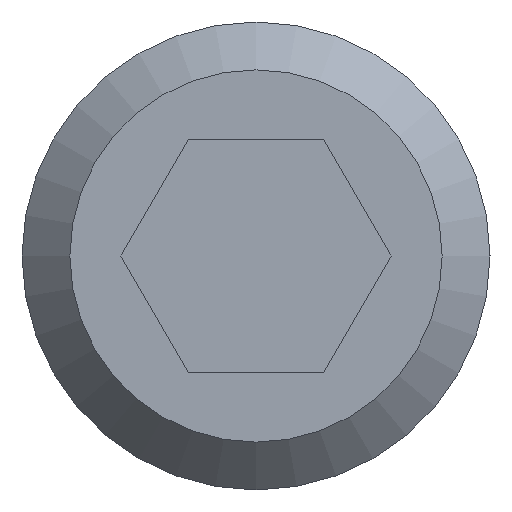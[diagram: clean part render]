
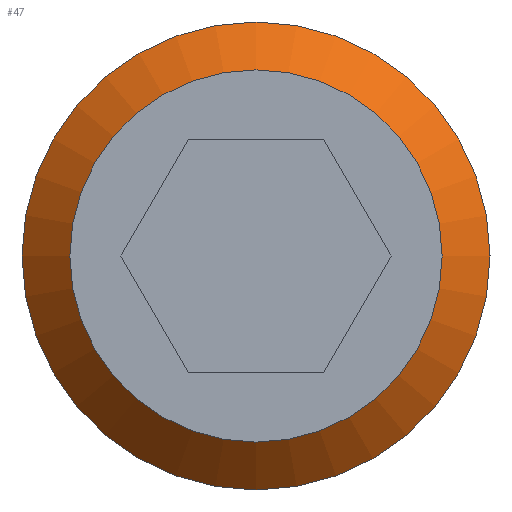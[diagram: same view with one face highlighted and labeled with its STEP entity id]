
A CAD part, left-side view. The second image highlights one B-rep face of the part: STEP entity #47.
In plain terms, the highlighted conical face has half-angle 45 degrees and reference radius 2.386 mm.
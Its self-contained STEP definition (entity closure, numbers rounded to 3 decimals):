
#47 = ADVANCED_FACE( '', ( #99, #100 ), #101, .T. );
#99 = FACE_OUTER_BOUND( '', #151, .T. );
#100 = FACE_BOUND( '', #152, .T. );
#101 = CONICAL_SURFACE( '', #153, 2.387, 0.785 );
#151 = EDGE_LOOP( '', ( #215 ) );
#152 = EDGE_LOOP( '', ( #216 ) );
#153 = AXIS2_PLACEMENT_3D( '', #217, #218, #219 );
#215 = ORIENTED_EDGE( '', *, *, #283, .F. );
#216 = ORIENTED_EDGE( '', *, *, #285, .T. );
#217 = CARTESIAN_POINT( '', ( 0., 0., 0. ) );
#218 = DIRECTION( '', ( 1., 0., 0. ) );
#219 = DIRECTION( '', ( 0., 0., -1. ) );
#283 = EDGE_CURVE( '', #322, #322, #323, .T. );
#285 = EDGE_CURVE( '', #325, #325, #326, .T. );
#322 = VERTEX_POINT( '', #375 );
#323 = CIRCLE( '', #376, 3. );
#325 = VERTEX_POINT( '', #378 );
#326 = CIRCLE( '', #379, 2.387 );
#375 = CARTESIAN_POINT( '', ( 0.614, 0., -3. ) );
#376 = AXIS2_PLACEMENT_3D( '', #446, #447, #448 );
#378 = CARTESIAN_POINT( '', ( 0., 0., -2.387 ) );
#379 = AXIS2_PLACEMENT_3D( '', #449, #450, #451 );
#446 = CARTESIAN_POINT( '', ( 0.614, 0., 0. ) );
#447 = DIRECTION( '', ( 1., 0., 0. ) );
#448 = DIRECTION( '', ( 0., 0., -1. ) );
#449 = CARTESIAN_POINT( '', ( 0., 0., 0. ) );
#450 = DIRECTION( '', ( 1., 0., 0. ) );
#451 = DIRECTION( '', ( 0., 0., -1. ) );
